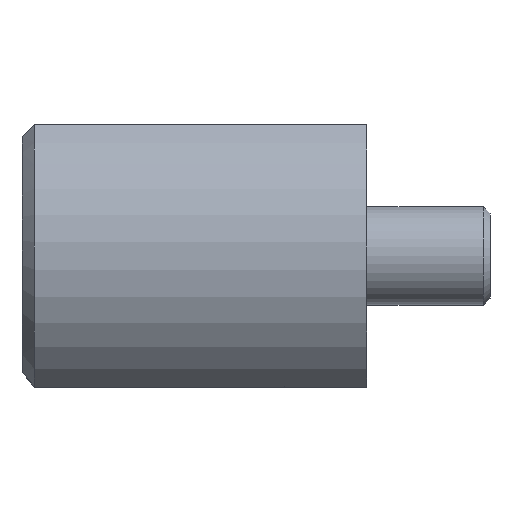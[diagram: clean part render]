
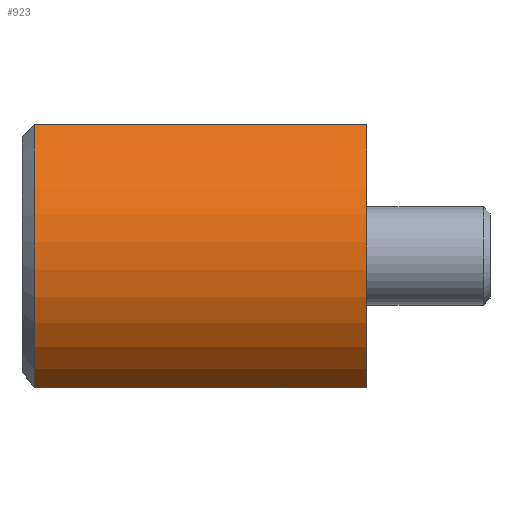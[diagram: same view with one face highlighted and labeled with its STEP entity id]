
A CAD part, top view. The second image highlights one B-rep face of the part: STEP entity #923.
In plain terms, the highlighted cylindrical face has radius 20 mm (diameter 40 mm), a partial arc.
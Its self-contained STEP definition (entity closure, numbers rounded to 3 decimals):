
#380=CARTESIAN_POINT('',(-15.,16.,12.));
#381=VERTEX_POINT('',#380);
#388=CARTESIAN_POINT('',(-15.,-16.,12.));
#389=VERTEX_POINT('',#388);
#390=CARTESIAN_POINT('',(-15.,0.,0.0));
#391=DIRECTION('',(1.0,0.0,0.0));
#392=DIRECTION('',(0.0,1.0,0.0));
#393=AXIS2_PLACEMENT_3D('',#390,#391,#392);
#394=CIRCLE('',#393,20.0);
#395=EDGE_CURVE('',#381,#389,#394,.T.);
#440=CARTESIAN_POINT('',(-55.5,16.,12.));
#441=VERTEX_POINT('',#440);
#584=CARTESIAN_POINT('',(-15.,16.,12.));
#585=DIRECTION('',(-1.0,0.0,0.0));
#586=VECTOR('',#585,40.5);
#587=LINE('',#584,#586);
#588=EDGE_CURVE('',#381,#441,#587,.T.);
#607=CARTESIAN_POINT('',(-55.5,-16.,12.0));
#608=VERTEX_POINT('',#607);
#622=CARTESIAN_POINT('',(-55.5,0.,0.0));
#623=DIRECTION('',(-1.0,0.0,0.0));
#624=DIRECTION('',(0.0,-1.0,0.0));
#625=AXIS2_PLACEMENT_3D('',#622,#623,#624);
#626=CIRCLE('',#625,20.0);
#627=EDGE_CURVE('',#608,#441,#626,.T.);
#656=CARTESIAN_POINT('',(-25.,-16.,12.0));
#657=VERTEX_POINT('',#656);
#664=CARTESIAN_POINT('',(-55.5,-16.,12.0));
#665=DIRECTION('',(1.0,0.0,0.0));
#666=VECTOR('',#665,30.5);
#667=LINE('',#664,#666);
#668=EDGE_CURVE('',#608,#657,#667,.T.);
#818=CARTESIAN_POINT('',(-25.,-16.,12.0));
#819=DIRECTION('',(1.0,0.0,0.0));
#820=VECTOR('',#819,10.0);
#821=LINE('',#818,#820);
#822=EDGE_CURVE('',#657,#389,#821,.T.);
#911=CARTESIAN_POINT('',(-36.,0.,0.0));
#912=DIRECTION('',(1.0,0.0,0.0));
#913=DIRECTION('',(0.0,1.0,0.0));
#914=AXIS2_PLACEMENT_3D('',#911,#912,#913);
#915=CYLINDRICAL_SURFACE('',#914,20.0);
#916=ORIENTED_EDGE('',*,*,#627,.F.);
#917=ORIENTED_EDGE('',*,*,#668,.T.);
#918=ORIENTED_EDGE('',*,*,#822,.T.);
#919=ORIENTED_EDGE('',*,*,#395,.F.);
#920=ORIENTED_EDGE('',*,*,#588,.T.);
#921=EDGE_LOOP('',(#916,#917,#918,#919,#920));
#922=FACE_OUTER_BOUND('',#921,.T.);
#923=ADVANCED_FACE('',(#922),#915,.T.);
